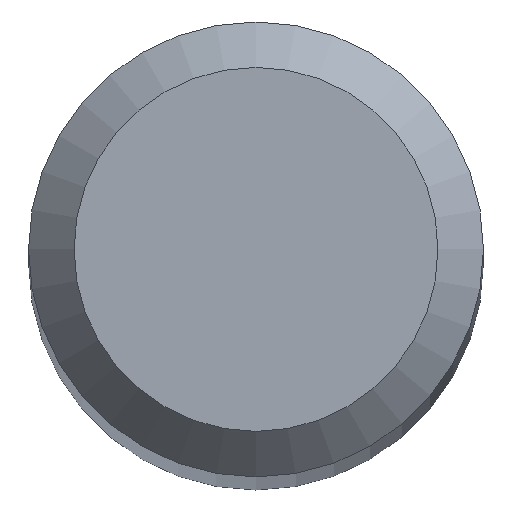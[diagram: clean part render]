
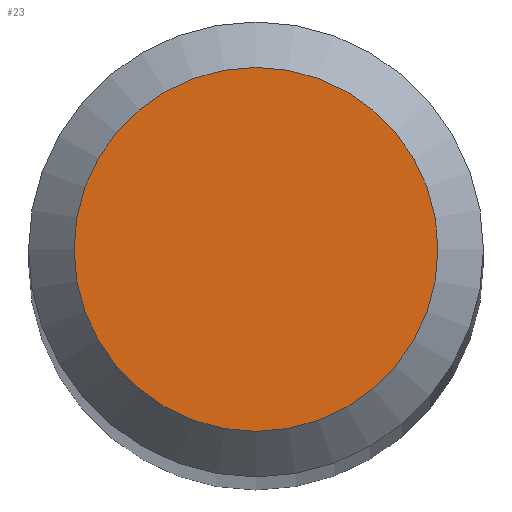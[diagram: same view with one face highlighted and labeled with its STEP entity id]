
A CAD part, top view. The second image highlights one B-rep face of the part: STEP entity #23.
In plain terms, the highlighted planar face has unit normal (0, 0, 1).
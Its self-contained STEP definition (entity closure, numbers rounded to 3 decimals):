
#23 = ADVANCED_FACE ( 'NONE', ( #48 ), #97, .F. ) ;
#48 = FACE_OUTER_BOUND ( 'NONE', #136, .T. ) ;
#57 = ORIENTED_EDGE ( 'NONE', *, *, #152, .F. ) ;
#76 = AXIS2_PLACEMENT_3D ( 'NONE', #254, #237, #148 ) ;
#95 = CIRCLE ( 'NONE', #76, 0.6 ) ;
#97 = PLANE ( 'NONE',  #273 ) ;
#136 = EDGE_LOOP ( 'NONE', ( #57 ) ) ;
#138 = CARTESIAN_POINT ( 'NONE',  ( 0., 0., 30. ) ) ;
#148 = DIRECTION ( 'NONE',  ( 0., 1., 0. ) ) ;
#152 = EDGE_CURVE ( 'NONE', #243, #243, #95, .T. ) ;
#175 = CARTESIAN_POINT ( 'NONE',  ( 0., 0.6, 30. ) ) ;
#237 = DIRECTION ( 'NONE',  ( 0., 0., -1. ) ) ;
#243 = VERTEX_POINT ( 'NONE', #175 ) ;
#254 = CARTESIAN_POINT ( 'NONE',  ( 0., 0., 30. ) ) ;
#265 = DIRECTION ( 'NONE',  ( 0., 0., -1. ) ) ;
#272 = DIRECTION ( 'NONE',  ( 0., 1., 0. ) ) ;
#273 = AXIS2_PLACEMENT_3D ( 'NONE', #138, #265, #272 ) ;
